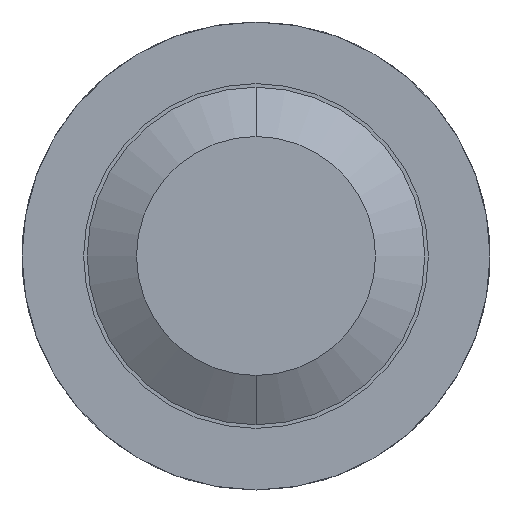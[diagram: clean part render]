
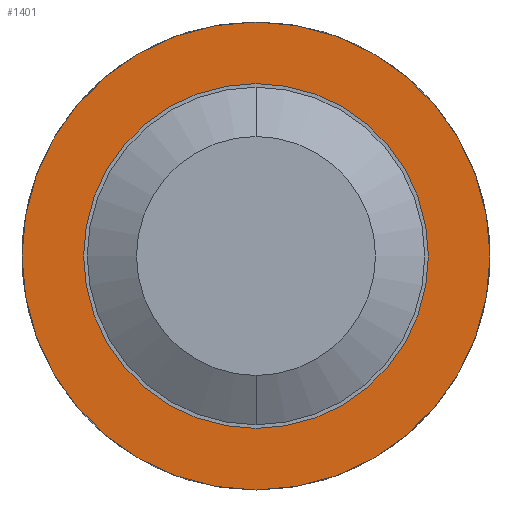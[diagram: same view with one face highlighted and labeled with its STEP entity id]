
A CAD part, front view. The second image highlights one B-rep face of the part: STEP entity #1401.
In plain terms, the highlighted planar face has unit normal (0, -1, 0).
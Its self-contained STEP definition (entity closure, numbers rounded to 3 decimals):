
#84 = FACE_BOUND ( 'NONE', #2123, .T. ) ;
#97 = CARTESIAN_POINT ( 'NONE',  ( 0., -2.5, 0.95 ) ) ;
#355 = ORIENTED_EDGE ( 'NONE', *, *, #3484, .T. ) ;
#393 = CARTESIAN_POINT ( 'NONE',  ( 0., -2.5, 0. ) ) ;
#404 = CARTESIAN_POINT ( 'NONE',  ( 0., -2.5, 0. ) ) ;
#446 = AXIS2_PLACEMENT_3D ( 'NONE', #723, #2433, #2739 ) ;
#478 = CARTESIAN_POINT ( 'NONE',  ( 0., -2.5, 0.685 ) ) ;
#563 = VERTEX_POINT ( 'NONE', #478 ) ;
#723 = CARTESIAN_POINT ( 'NONE',  ( 0., -2.5, 0. ) ) ;
#737 = DIRECTION ( 'NONE',  ( 0., 0., 1. ) ) ;
#919 = CIRCLE ( 'NONE', #1506, 0.685 ) ;
#961 = DIRECTION ( 'NONE',  ( 0., 1., 0. ) ) ;
#988 = AXIS2_PLACEMENT_3D ( 'NONE', #1332, #2193, #737 ) ;
#1011 = PLANE ( 'NONE',  #988 ) ;
#1086 = AXIS2_PLACEMENT_3D ( 'NONE', #404, #3535, #3563 ) ;
#1179 = ORIENTED_EDGE ( 'NONE', *, *, #1327, .T. ) ;
#1229 = CARTESIAN_POINT ( 'NONE',  ( 0., -2.5, -0.685 ) ) ;
#1290 = ORIENTED_EDGE ( 'NONE', *, *, #3273, .F. ) ;
#1327 = EDGE_CURVE ( 'Defeature ausgef�hrt3_16+Defeature ausgef�hrt3_10+Defeature ausgef�hrt3_10+Defeature ausgef�hrt3_10', #2220, #563, #3613, .T. ) ;
#1332 = CARTESIAN_POINT ( 'NONE',  ( 0.95, -2.5, 0. ) ) ;
#1401 = ADVANCED_FACE ( 'Defeature ausgef�hrt3_16', ( #2273, #84 ), #1011, .F. ) ;
#1506 = AXIS2_PLACEMENT_3D ( 'NONE', #2563, #1660, #3661 ) ;
#1578 = CIRCLE ( 'NONE', #446, 0.95 ) ;
#1660 = DIRECTION ( 'NONE',  ( 0., 1., 0. ) ) ;
#1700 = VERTEX_POINT ( 'NONE', #2668 ) ;
#2123 = EDGE_LOOP ( 'NONE', ( #355, #1179 ) ) ;
#2173 = CIRCLE ( 'NONE', #1086, 0.95 ) ;
#2193 = DIRECTION ( 'NONE',  ( 0., 1., 0. ) ) ;
#2220 = VERTEX_POINT ( 'NONE', #1229 ) ;
#2273 = FACE_OUTER_BOUND ( 'NONE', #2995, .T. ) ;
#2393 = EDGE_CURVE ( 'Defeature ausgef�hrt3_15+Defeature ausgef�hrt3_16+Defeature ausgef�hrt3_16+Defeature ausgef�hrt3_16', #1700, #3160, #1578, .T. ) ;
#2433 = DIRECTION ( 'NONE',  ( 0., 1., 0. ) ) ;
#2563 = CARTESIAN_POINT ( 'NONE',  ( 0., -2.5, 0. ) ) ;
#2668 = CARTESIAN_POINT ( 'NONE',  ( 0., -2.5, -0.95 ) ) ;
#2739 = DIRECTION ( 'NONE',  ( 0., 0., 1. ) ) ;
#2995 = EDGE_LOOP ( 'NONE', ( #1290, #3558 ) ) ;
#3002 = DIRECTION ( 'NONE',  ( 0., 0., 1. ) ) ;
#3121 = AXIS2_PLACEMENT_3D ( 'NONE', #393, #961, #3002 ) ;
#3160 = VERTEX_POINT ( 'NONE', #97 ) ;
#3273 = EDGE_CURVE ( 'Defeature ausgef�hrt3_15+Defeature ausgef�hrt3_16+Defeature ausgef�hrt3_16+Defeature ausgef�hrt3_16', #3160, #1700, #2173, .T. ) ;
#3484 = EDGE_CURVE ( 'Defeature ausgef�hrt3_16+Defeature ausgef�hrt3_10+Defeature ausgef�hrt3_10+Defeature ausgef�hrt3_10', #563, #2220, #919, .T. ) ;
#3535 = DIRECTION ( 'NONE',  ( 0., 1., 0. ) ) ;
#3558 = ORIENTED_EDGE ( 'NONE', *, *, #2393, .F. ) ;
#3563 = DIRECTION ( 'NONE',  ( 0., 0., 1. ) ) ;
#3613 = CIRCLE ( 'NONE', #3121, 0.685 ) ;
#3661 = DIRECTION ( 'NONE',  ( 0., 0., 1. ) ) ;
